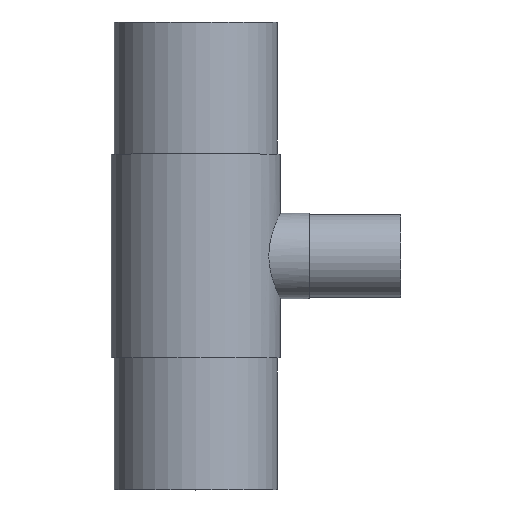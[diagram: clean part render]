
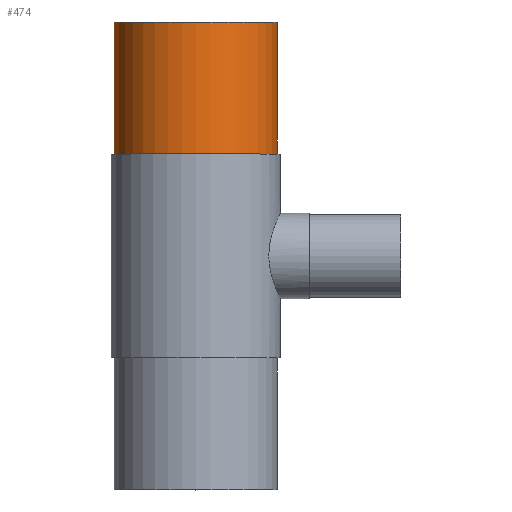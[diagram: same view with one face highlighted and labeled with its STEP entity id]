
A CAD part, top view. The second image highlights one B-rep face of the part: STEP entity #474.
In plain terms, the highlighted cylindrical face has radius 62.5 mm (diameter 125 mm), a full revolution.
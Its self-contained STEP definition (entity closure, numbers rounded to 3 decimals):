
#442=CARTESIAN_POINT('',(-62.5,78.,0.));
#443=VERTEX_POINT('',#442);
#444=CARTESIAN_POINT('',(0.,78.,0.));
#445=DIRECTION('',(0.,-1.,0.));
#446=DIRECTION('',(-1.,0.,0.));
#447=AXIS2_PLACEMENT_3D('',#444,#445,#446);
#448=CIRCLE('',#447,62.5);
#449=EDGE_CURVE('',#443,#443,#448,.T.);
#450=ORIENTED_EDGE('',*,*,#449,.F.);
#451=CARTESIAN_POINT('',(-62.5,179.,0.));
#452=VERTEX_POINT('',#451);
#453=CARTESIAN_POINT('',(-62.5,128.5,0.));
#454=DIRECTION('',(0.,-1.,0.));
#455=VECTOR('',#454,62.5);
#456=LINE('',#453,#455);
#457=EDGE_CURVE('',#452,#443,#456,.T.);
#458=ORIENTED_EDGE('',*,*,#457,.F.);
#459=CARTESIAN_POINT('',(0.,179.,0.));
#460=DIRECTION('',(0.,-1.,0.));
#461=DIRECTION('',(-1.,0.,0.));
#462=AXIS2_PLACEMENT_3D('',#459,#460,#461);
#463=CIRCLE('',#462,62.5);
#464=EDGE_CURVE('',#452,#452,#463,.T.);
#465=ORIENTED_EDGE('',*,*,#464,.T.);
#466=ORIENTED_EDGE('',*,*,#457,.T.);
#467=EDGE_LOOP('',(#450,#458,#465,#466));
#468=FACE_OUTER_BOUND('',#467,.T.);
#469=CARTESIAN_POINT('',(0.,128.5,0.));
#470=DIRECTION('',(0.,-1.,0.));
#471=DIRECTION('',(-1.,0.,0.));
#472=AXIS2_PLACEMENT_3D('',#469,#470,#471);
#473=CYLINDRICAL_SURFACE('',#472,62.5);
#474=ADVANCED_FACE('',(#468),#473,.T.);
